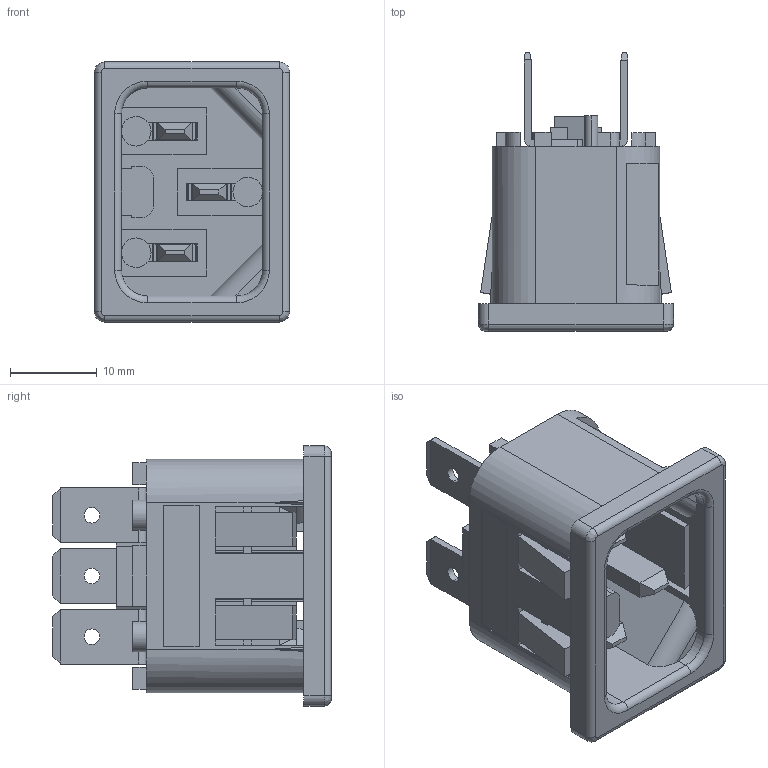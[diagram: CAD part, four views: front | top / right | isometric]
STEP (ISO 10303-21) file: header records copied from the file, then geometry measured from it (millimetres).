
FILE_DESCRIPTION (( 'STEP AP214' ), '1' );
FILE_NAME ('ACM-C6-N10Q6-LC_3D.step', '2023-11-15T16:27:17', ( '' ), ( '' ), 'SwSTEP 2.0', 'SolidWorks 2022', '' );
FILE_SCHEMA (( 'AUTOMOTIVE_DESIGN' ));
Length unit declared in the file: inch
Products named in the file (1): ACM-C6-N10Q6-LC_3D
Bounding box: 22.5 x 32.1 x 30 mm (x, y, z)
Volume: 5595.9 mm3; surface area: 6886.4 mm2
Topology: 7 solids, 7 shells, 398 faces, 1093 edges, 708 vertices
Faces by surface type: plane 306, cylinder 82, bspline 6, torus 4
Entity records: 12846 total; most frequent: CARTESIAN_POINT 2438, ORIENTED_EDGE 2186, DIRECTION 2056, EDGE_CURVE 1093, LINE 904, VECTOR 904, VERTEX_POINT 708, AXIS2_PLACEMENT_3D 576
